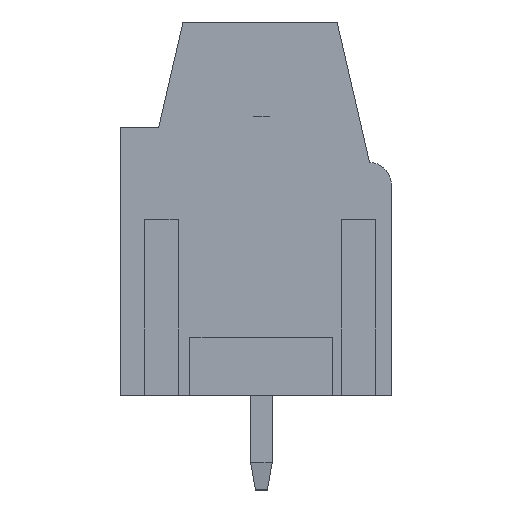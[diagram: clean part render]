
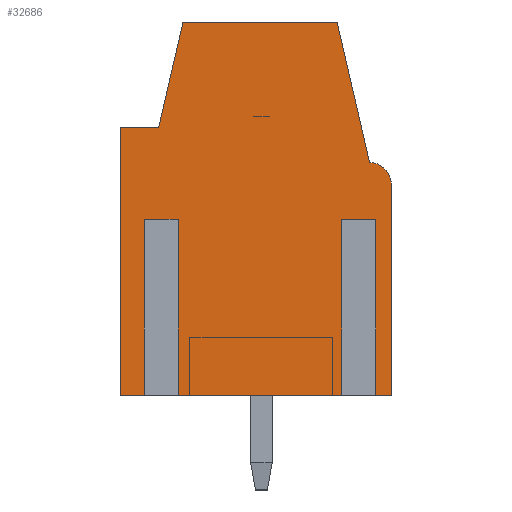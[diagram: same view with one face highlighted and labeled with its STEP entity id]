
A CAD part, left-side view. The second image highlights one B-rep face of the part: STEP entity #32686.
In plain terms, the highlighted planar face has unit normal (-1, 0, 0).
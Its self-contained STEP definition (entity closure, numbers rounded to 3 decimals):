
#32602=AXIS2_PLACEMENT_3D('Plane Axis2P3D',#32599,#32600,#32601) ;
#32632=AXIS2_PLACEMENT_3D('Circle Axis2P3D',#32630,#32631,$) ;
#31395=CARTESIAN_POINT('Vertex',(0.55,10.,13.4)) ;
#31479=CARTESIAN_POINT('Vertex',(0.55,10.,3.5)) ;
#31482=CARTESIAN_POINT('Line Origine',(0.55,10.,8.45)) ;
#31541=CARTESIAN_POINT('Vertex',(0.55,7.7,17.3)) ;
#31590=CARTESIAN_POINT('Vertex',(0.55,8.6,13.4)) ;
#31593=CARTESIAN_POINT('Line Origine',(0.55,8.15,15.35)) ;
#31665=CARTESIAN_POINT('Line Origine',(0.55,9.3,13.4)) ;
#32025=CARTESIAN_POINT('Vertex',(0.55,0.,3.5)) ;
#32028=CARTESIAN_POINT('Line Origine',(0.55,0.447,3.5)) ;
#32032=CARTESIAN_POINT('Vertex',(0.55,0.894,3.5)) ;
#32053=CARTESIAN_POINT('Vertex',(0.55,1.506,3.5)) ;
#32056=CARTESIAN_POINT('Line Origine',(0.55,4.85,3.5)) ;
#32060=CARTESIAN_POINT('Vertex',(0.55,8.194,3.5)) ;
#32081=CARTESIAN_POINT('Vertex',(0.55,8.806,3.5)) ;
#32084=CARTESIAN_POINT('Line Origine',(0.55,9.403,3.5)) ;
#32599=CARTESIAN_POINT('Axis2P3D Location',(0.55,10.,0.)) ;
#32604=CARTESIAN_POINT('Line Origine',(0.55,1.506,6.75)) ;
#32608=CARTESIAN_POINT('Vertex',(0.55,1.506,10.)) ;
#32611=CARTESIAN_POINT('Line Origine',(0.55,1.2,10.)) ;
#32615=CARTESIAN_POINT('Vertex',(0.55,0.894,10.)) ;
#32618=CARTESIAN_POINT('Line Origine',(0.55,0.894,6.75)) ;
#32623=CARTESIAN_POINT('Line Origine',(0.55,0.,7.4)) ;
#32627=CARTESIAN_POINT('Vertex',(0.55,0.,11.3)) ;
#32630=CARTESIAN_POINT('Axis2P3D Location',(0.55,0.8,11.3)) ;
#32634=CARTESIAN_POINT('Vertex',(0.55,0.8,12.1)) ;
#32637=CARTESIAN_POINT('Line Origine',(0.55,1.4,14.7)) ;
#32641=CARTESIAN_POINT('Vertex',(0.55,2.001,17.3)) ;
#32644=CARTESIAN_POINT('Line Origine',(0.55,4.85,17.3)) ;
#32649=CARTESIAN_POINT('Line Origine',(0.55,8.806,6.75)) ;
#32653=CARTESIAN_POINT('Vertex',(0.55,8.806,10.)) ;
#32656=CARTESIAN_POINT('Line Origine',(0.55,8.5,10.)) ;
#32660=CARTESIAN_POINT('Vertex',(0.55,8.194,10.)) ;
#32663=CARTESIAN_POINT('Line Origine',(0.55,8.194,6.75)) ;
#31483=DIRECTION('Vector Direction',(0.,0.,1.)) ;
#31594=DIRECTION('Vector Direction',(0.,-0.225,0.974)) ;
#31666=DIRECTION('Vector Direction',(0.,-1.,0.)) ;
#32029=DIRECTION('Vector Direction',(0.,1.,0.)) ;
#32057=DIRECTION('Vector Direction',(0.,1.,0.)) ;
#32085=DIRECTION('Vector Direction',(0.,1.,0.)) ;
#32600=DIRECTION('Axis2P3D Direction',(1.,0.,0.)) ;
#32601=DIRECTION('Axis2P3D XDirection',(0.,0.,-1.)) ;
#32605=DIRECTION('Vector Direction',(0.,0.,1.)) ;
#32612=DIRECTION('Vector Direction',(0.,1.,0.)) ;
#32619=DIRECTION('Vector Direction',(0.,0.,1.)) ;
#32624=DIRECTION('Vector Direction',(0.,0.,-1.)) ;
#32631=DIRECTION('Axis2P3D Direction',(1.,0.,0.)) ;
#32638=DIRECTION('Vector Direction',(0.,-0.225,-0.974)) ;
#32645=DIRECTION('Vector Direction',(0.,-1.,0.)) ;
#32650=DIRECTION('Vector Direction',(0.,0.,1.)) ;
#32657=DIRECTION('Vector Direction',(0.,1.,0.)) ;
#32664=DIRECTION('Vector Direction',(0.,0.,1.)) ;
#31484=VECTOR('Line Direction',#31483,1.) ;
#31595=VECTOR('Line Direction',#31594,1.) ;
#31667=VECTOR('Line Direction',#31666,1.) ;
#32030=VECTOR('Line Direction',#32029,1.) ;
#32058=VECTOR('Line Direction',#32057,1.) ;
#32086=VECTOR('Line Direction',#32085,1.) ;
#32606=VECTOR('Line Direction',#32605,1.) ;
#32613=VECTOR('Line Direction',#32612,1.) ;
#32620=VECTOR('Line Direction',#32619,1.) ;
#32625=VECTOR('Line Direction',#32624,1.) ;
#32639=VECTOR('Line Direction',#32638,1.) ;
#32646=VECTOR('Line Direction',#32645,1.) ;
#32651=VECTOR('Line Direction',#32650,1.) ;
#32658=VECTOR('Line Direction',#32657,1.) ;
#32665=VECTOR('Line Direction',#32664,1.) ;
#32669=ORIENTED_EDGE('',*,*,#32610,.T.) ;
#32670=ORIENTED_EDGE('',*,*,#32617,.F.) ;
#32671=ORIENTED_EDGE('',*,*,#32622,.F.) ;
#32672=ORIENTED_EDGE('',*,*,#32034,.F.) ;
#32673=ORIENTED_EDGE('',*,*,#32629,.F.) ;
#32674=ORIENTED_EDGE('',*,*,#32636,.F.) ;
#32675=ORIENTED_EDGE('',*,*,#32643,.F.) ;
#32676=ORIENTED_EDGE('',*,*,#32648,.F.) ;
#32677=ORIENTED_EDGE('',*,*,#31597,.F.) ;
#32678=ORIENTED_EDGE('',*,*,#31669,.F.) ;
#32679=ORIENTED_EDGE('',*,*,#31486,.F.) ;
#32680=ORIENTED_EDGE('',*,*,#32088,.F.) ;
#32681=ORIENTED_EDGE('',*,*,#32655,.T.) ;
#32682=ORIENTED_EDGE('',*,*,#32662,.F.) ;
#32683=ORIENTED_EDGE('',*,*,#32667,.F.) ;
#32684=ORIENTED_EDGE('',*,*,#32062,.F.) ;
#32686=ADVANCED_FACE('HOUSING',(#32685),#32603,.F.) ;
#32633=CIRCLE('generated circle',#32632,0.8) ;
#31486=EDGE_CURVE('',#31480,#31396,#31485,.T.) ;
#31597=EDGE_CURVE('',#31591,#31542,#31596,.T.) ;
#31669=EDGE_CURVE('',#31396,#31591,#31668,.T.) ;
#32034=EDGE_CURVE('',#32026,#32033,#32031,.T.) ;
#32062=EDGE_CURVE('',#32054,#32061,#32059,.T.) ;
#32088=EDGE_CURVE('',#32082,#31480,#32087,.T.) ;
#32610=EDGE_CURVE('',#32054,#32609,#32607,.T.) ;
#32617=EDGE_CURVE('',#32616,#32609,#32614,.T.) ;
#32622=EDGE_CURVE('',#32033,#32616,#32621,.T.) ;
#32629=EDGE_CURVE('',#32628,#32026,#32626,.T.) ;
#32636=EDGE_CURVE('',#32635,#32628,#32633,.T.) ;
#32643=EDGE_CURVE('',#32642,#32635,#32640,.T.) ;
#32648=EDGE_CURVE('',#31542,#32642,#32647,.T.) ;
#32655=EDGE_CURVE('',#32082,#32654,#32652,.T.) ;
#32662=EDGE_CURVE('',#32661,#32654,#32659,.T.) ;
#32667=EDGE_CURVE('',#32061,#32661,#32666,.T.) ;
#32668=EDGE_LOOP('',(#32669,#32670,#32671,#32672,#32673,#32674,#32675,#32676,#32677,#32678,#32679,#32680,#32681,#32682,#32683,#32684)) ;
#32685=FACE_OUTER_BOUND('',#32668,.T.) ;
#31485=LINE('Line',#31482,#31484) ;
#31596=LINE('Line',#31593,#31595) ;
#31668=LINE('Line',#31665,#31667) ;
#32031=LINE('Line',#32028,#32030) ;
#32059=LINE('Line',#32056,#32058) ;
#32087=LINE('Line',#32084,#32086) ;
#32607=LINE('Line',#32604,#32606) ;
#32614=LINE('Line',#32611,#32613) ;
#32621=LINE('Line',#32618,#32620) ;
#32626=LINE('Line',#32623,#32625) ;
#32640=LINE('Line',#32637,#32639) ;
#32647=LINE('Line',#32644,#32646) ;
#32652=LINE('Line',#32649,#32651) ;
#32659=LINE('Line',#32656,#32658) ;
#32666=LINE('Line',#32663,#32665) ;
#32603=PLANE('',#32602) ;
#31396=VERTEX_POINT('',#31395) ;
#31480=VERTEX_POINT('',#31479) ;
#31542=VERTEX_POINT('',#31541) ;
#31591=VERTEX_POINT('',#31590) ;
#32026=VERTEX_POINT('',#32025) ;
#32033=VERTEX_POINT('',#32032) ;
#32054=VERTEX_POINT('',#32053) ;
#32061=VERTEX_POINT('',#32060) ;
#32082=VERTEX_POINT('',#32081) ;
#32609=VERTEX_POINT('',#32608) ;
#32616=VERTEX_POINT('',#32615) ;
#32628=VERTEX_POINT('',#32627) ;
#32635=VERTEX_POINT('',#32634) ;
#32642=VERTEX_POINT('',#32641) ;
#32654=VERTEX_POINT('',#32653) ;
#32661=VERTEX_POINT('',#32660) ;
